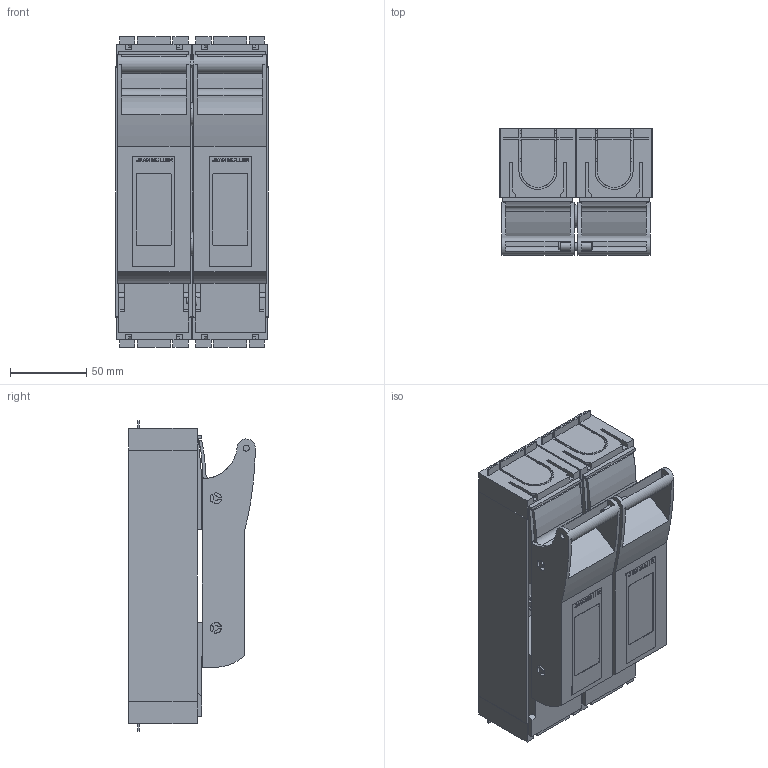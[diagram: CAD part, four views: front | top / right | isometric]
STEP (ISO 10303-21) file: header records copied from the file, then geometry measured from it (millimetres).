
FILE_DESCRIPTION(('CATIA V5 STEP'),'2;1');
FILE_NAME('T0664_NH-Sicherungslasttrennschalter-KETO-00-2_F.stp','2019-01-21T09:21:06+00:00',('none'),('Jean Müller GmbH'),'CATIA Version 5 Release 19 SP 9 (IN-10)','CATIA V5 STEP AP214','none');
FILE_SCHEMA(('AUTOMOTIVE_DESIGN { 1 0 10303 214 1 1 1 1 }'));
Products named in the file (1): T0664_NH-Sicherungslasttrennschalter-KETO-00-2/F
Bounding box: 100 x 83.19 x 204 mm (x, y, z)
Volume: 730255 mm3; surface area: 278185.6 mm2
Topology: 37 solids, 37 shells, 2680 faces, 7382 edges, 4804 vertices
Faces by surface type: plane 2112, cylinder 388, cone 108, torus 48, sphere 16, bspline 8
Entity records: 79373 total; most frequent: CARTESIAN_POINT 15656, ORIENTED_EDGE 14716, DIRECTION 10384, EDGE_CURVE 7358, VECTOR 5842, LINE 5842, VERTEX_POINT 4804, AXIS2_PLACEMENT_3D 2862
